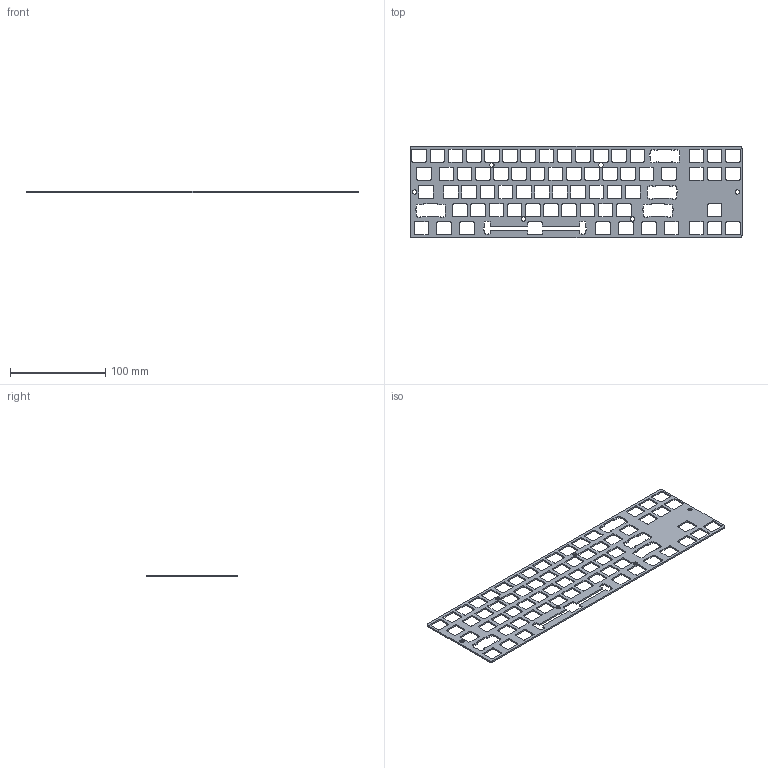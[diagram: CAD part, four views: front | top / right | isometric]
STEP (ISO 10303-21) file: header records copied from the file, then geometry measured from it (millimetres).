
FILE_DESCRIPTION (( 'STEP AP214' ), '1' );
FILE_NAME ('prosaic-switch-plate.STEP', '2020-08-09T08:49:42', ( '' ), ( '' ), 'SwSTEP 2.0', 'SolidWorks 2018', '' );
FILE_SCHEMA (( 'AUTOMOTIVE_DESIGN' ));
Length unit declared in the file: inch
Products named in the file (1): prosaic-switch-plate
Bounding box: 347.86 x 95.45 x 1.59 mm (x, y, z)
Volume: 26747.5 mm3; surface area: 42440.8 mm2
Topology: 1 solids, 1 shells, 1118 faces, 3348 edges, 2232 vertices
Faces by surface type: plane 1106, cylinder 12
Entity records: 37224 total; most frequent: CARTESIAN_POINT 6699, ORIENTED_EDGE 6696, DIRECTION 5610, EDGE_CURVE 3348, VECTOR 3324, LINE 3324, VERTEX_POINT 2232, EDGE_LOOP 1272
